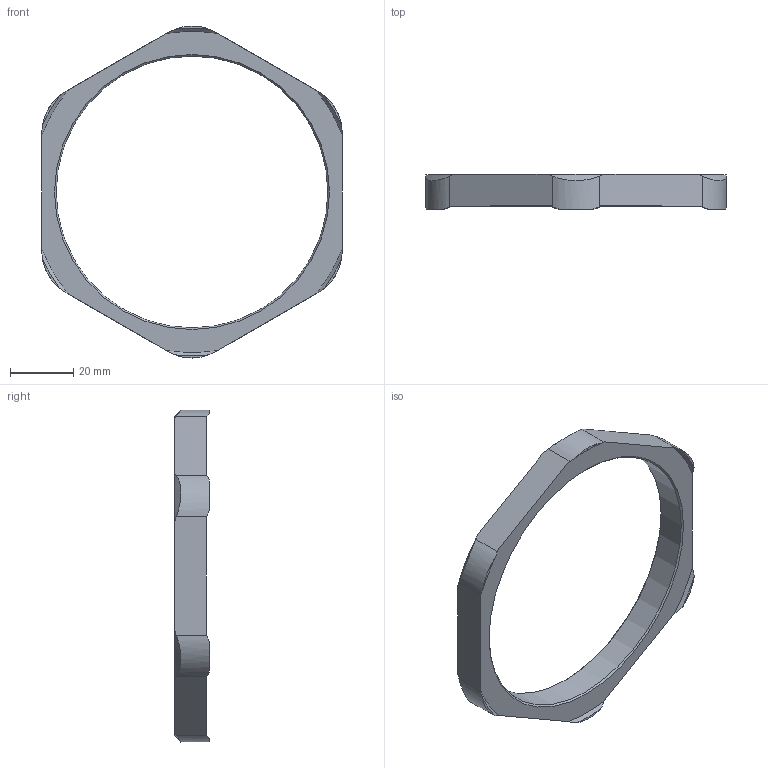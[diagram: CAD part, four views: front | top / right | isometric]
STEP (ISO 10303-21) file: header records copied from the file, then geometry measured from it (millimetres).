
FILE_DESCRIPTION(/* description */ (''),/* implementation_level */ '2;1');
FILE_NAME(/* name */ '',/* time_stamp */ '2025-09-03T11:20:41+07:00',/* author */ ('zeta-86'),/* organization */ (''),/* preprocessor_version */ 'ST-DEVELOPER v19.2',/* originating_system */ 'Autodesk Inventor 2024',/* authorisation */ '');
FILE_SCHEMA (('AUTOMOTIVE_DESIGN { 1 0 10303 214 3 1 1 }'));
Length unit declared in the file: millimetre
Products named in the file (1): Гайка ГЗ M12x1,5
Bounding box: 95 x 11 x 105.06 mm (x, y, z)
Volume: 19230.7 mm3; surface area: 9637.1 mm2
Topology: 1 solids, 1 shells, 35 faces, 103 edges, 70 vertices
Faces by surface type: cone 14, plane 14, cylinder 7
Full cylindrical faces by diameter (mm): 86 x1
Entity records: 1296 total; most frequent: CARTESIAN_POINT 401, ORIENTED_EDGE 206, DIRECTION 155, EDGE_CURVE 103, VERTEX_POINT 70, AXIS2_PLACEMENT_3D 64, EDGE_LOOP 37, FACE_OUTER_BOUND 35
